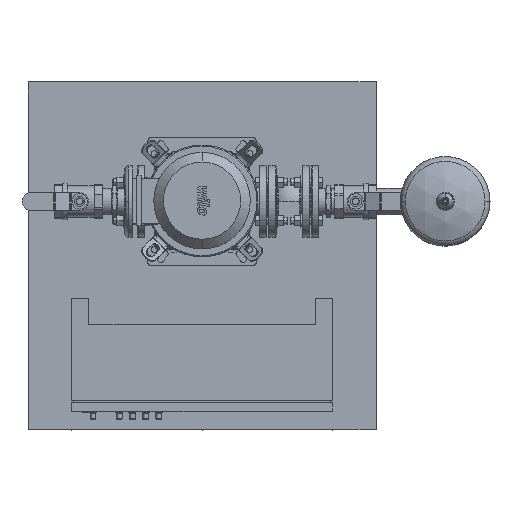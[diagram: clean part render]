
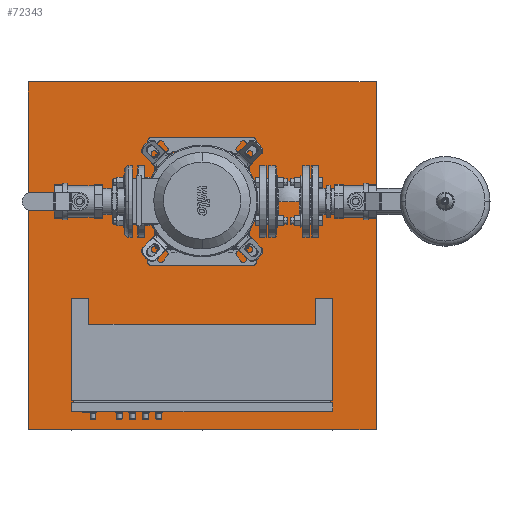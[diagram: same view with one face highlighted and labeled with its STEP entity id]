
A CAD part, top view. The second image highlights one B-rep face of the part: STEP entity #72343.
In plain terms, the highlighted planar face has unit normal (0, 0, 1).
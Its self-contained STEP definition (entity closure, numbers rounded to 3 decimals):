
#72304=CARTESIAN_POINT('',(-400.0,-125.,125.0));
#72305=DIRECTION('',(0.0,0.0,1.0));
#72306=DIRECTION('',(0.0,-1.0,0.0));
#72307=AXIS2_PLACEMENT_3D('',#72304,#72305,#72306);
#72308=PLANE('',#72307);
#72309=CARTESIAN_POINT('',(400.0,-525.0,125.));
#72310=VERTEX_POINT('',#72309);
#72311=CARTESIAN_POINT('',(400.0,275.0,125.));
#72312=VERTEX_POINT('',#72311);
#72313=CARTESIAN_POINT('',(400.0,-525.0,125.));
#72314=DIRECTION('',(0.0,1.0,0.0));
#72315=VECTOR('',#72314,800.0);
#72316=LINE('',#72313,#72315);
#72317=EDGE_CURVE('',#72310,#72312,#72316,.T.);
#72318=ORIENTED_EDGE('',*,*,#72317,.T.);
#72319=CARTESIAN_POINT('',(-400.0,275.0,125.));
#72320=VERTEX_POINT('',#72319);
#72321=CARTESIAN_POINT('',(-400.0,275.0,125.));
#72322=DIRECTION('',(1.0,0.0,0.0));
#72323=VECTOR('',#72322,800.0);
#72324=LINE('',#72321,#72323);
#72325=EDGE_CURVE('',#72320,#72312,#72324,.T.);
#72326=ORIENTED_EDGE('',*,*,#72325,.F.);
#72327=CARTESIAN_POINT('',(-400.0,-525.0,125.));
#72328=VERTEX_POINT('',#72327);
#72329=CARTESIAN_POINT('',(-400.0,275.0,125.));
#72330=DIRECTION('',(0.0,-1.0,0.0));
#72331=VECTOR('',#72330,800.0);
#72332=LINE('',#72329,#72331);
#72333=EDGE_CURVE('',#72320,#72328,#72332,.T.);
#72334=ORIENTED_EDGE('',*,*,#72333,.T.);
#72335=CARTESIAN_POINT('',(-400.0,-525.0,125.));
#72336=DIRECTION('',(1.0,0.0,0.0));
#72337=VECTOR('',#72336,800.0);
#72338=LINE('',#72335,#72337);
#72339=EDGE_CURVE('',#72328,#72310,#72338,.T.);
#72340=ORIENTED_EDGE('',*,*,#72339,.T.);
#72341=EDGE_LOOP('',(#72318,#72326,#72334,#72340));
#72342=FACE_OUTER_BOUND('',#72341,.T.);
#72343=ADVANCED_FACE('',(#72342),#72308,.T.);
